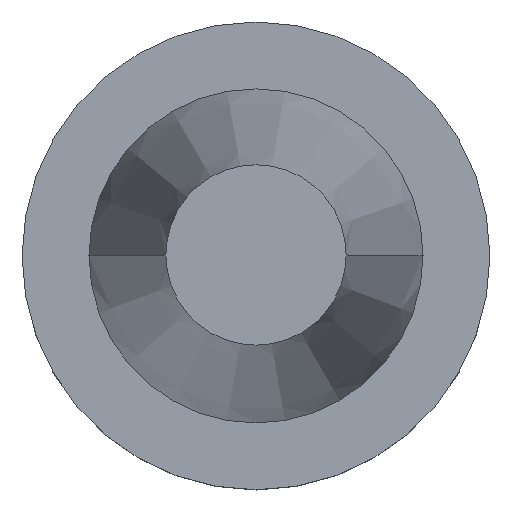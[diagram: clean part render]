
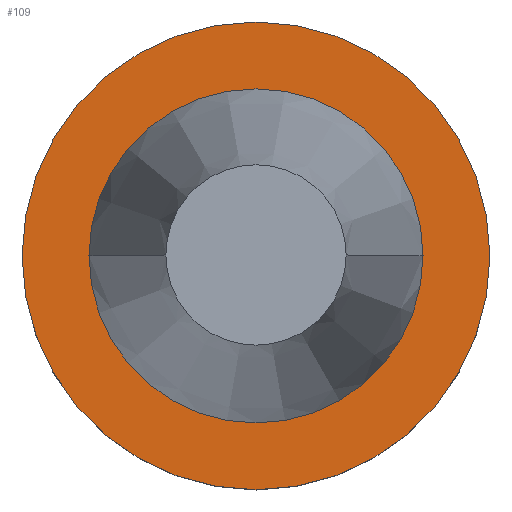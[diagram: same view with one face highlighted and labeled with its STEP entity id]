
A CAD part, top view. The second image highlights one B-rep face of the part: STEP entity #109.
In plain terms, the highlighted planar face has unit normal (0, 0, 1).
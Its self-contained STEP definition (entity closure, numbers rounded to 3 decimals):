
#60=FACE_BOUND('',#178,.T.);
#61=FACE_BOUND('',#179,.T.);
#85=CIRCLE('',#512,31.775);
#86=CIRCLE('',#513,22.692);
#87=CIRCLE('',#514,22.692);
#109=ADVANCED_FACE('',(#60,#61),#139,.F.);
#139=PLANE('',#515);
#178=EDGE_LOOP('',(#248));
#179=EDGE_LOOP('',(#249,#250));
#248=ORIENTED_EDGE('',*,*,#383,.F.);
#249=ORIENTED_EDGE('',*,*,#384,.T.);
#250=ORIENTED_EDGE('',*,*,#385,.T.);
#340=VERTEX_POINT('',#758);
#341=VERTEX_POINT('',#760);
#342=VERTEX_POINT('',#761);
#383=EDGE_CURVE('',#340,#340,#85,.T.);
#384=EDGE_CURVE('',#341,#342,#86,.T.);
#385=EDGE_CURVE('',#342,#341,#87,.T.);
#512=AXIS2_PLACEMENT_3D('',#757,#608,#609);
#513=AXIS2_PLACEMENT_3D('',#759,#610,#611);
#514=AXIS2_PLACEMENT_3D('',#762,#612,#613);
#515=AXIS2_PLACEMENT_3D('',#763,#614,#615);
#608=DIRECTION('',(0.,0.,-1.));
#609=DIRECTION('',(-1.,0.,0.));
#610=DIRECTION('',(0.,0.,-1.));
#611=DIRECTION('',(-1.,0.,0.));
#612=DIRECTION('',(0.,0.,-1.));
#613=DIRECTION('',(-1.,0.,0.));
#614=DIRECTION('',(0.,0.,-1.));
#615=DIRECTION('',(-1.,0.,0.));
#757=CARTESIAN_POINT('',(0.011,0.,-3.2));
#758=CARTESIAN_POINT('',(-31.764,0.,-3.2));
#759=CARTESIAN_POINT('',(0.011,0.,-3.2));
#760=CARTESIAN_POINT('',(-22.68,0.,-3.2));
#761=CARTESIAN_POINT('',(22.703,0.,-3.2));
#762=CARTESIAN_POINT('',(0.011,0.,-3.2));
#763=CARTESIAN_POINT('',(0.011,-22.692,-3.2));
